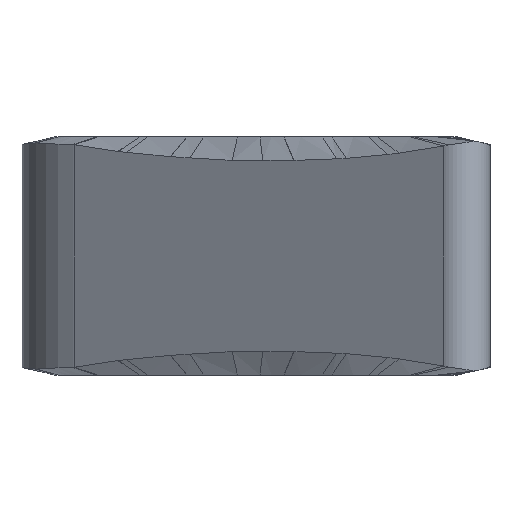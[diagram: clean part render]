
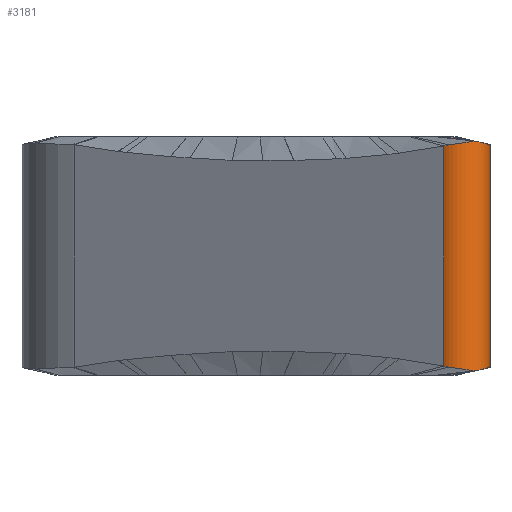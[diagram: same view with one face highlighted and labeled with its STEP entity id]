
A CAD part, left-side view. The second image highlights one B-rep face of the part: STEP entity #3181.
In plain terms, the highlighted cylindrical face has radius 0.8 mm (diameter 1.6 mm), a partial arc.
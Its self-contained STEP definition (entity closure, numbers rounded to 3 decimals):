
#438=B_SPLINE_CURVE_WITH_KNOTS('',5,(#4874,#4875,#4876,#4877,#4878,#4879,
#4880,#4881,#4882),.UNSPECIFIED.,.F.,.U.,(6,3,6),(0.,0.328,0.656),
 .UNSPECIFIED.);
#440=B_SPLINE_CURVE_WITH_KNOTS('',5,(#4898,#4899,#4900,#4901,#4902,#4903),
 .UNSPECIFIED.,.F.,.U.,(6,6),(0.,0.158),.UNSPECIFIED.);
#485=B_SPLINE_CURVE_WITH_KNOTS('',3,(#5309,#5310,#5311,#5312),
 .UNSPECIFIED.,.F.,.U.,(4,4),(0.,0.233),.UNSPECIFIED.);
#486=B_SPLINE_CURVE_WITH_KNOTS('',4,(#5315,#5316,#5317,#5318,#5319),
 .UNSPECIFIED.,.F.,.U.,(5,5),(0.,0.967),
 .UNSPECIFIED.);
#487=B_SPLINE_CURVE_WITH_KNOTS('',4,(#5321,#5322,#5323,#5324,#5325),
 .UNSPECIFIED.,.F.,.U.,(5,5),(0.,0.967),.UNSPECIFIED.);
#488=B_SPLINE_CURVE_WITH_KNOTS('',3,(#5327,#5328,#5329,#5330),
 .UNSPECIFIED.,.F.,.U.,(4,4),(0.,0.233),.UNSPECIFIED.);
#489=B_SPLINE_CURVE_WITH_KNOTS('',4,(#5333,#5334,#5335,#5336,#5337),
 .UNSPECIFIED.,.F.,.U.,(5,5),(0.,0.967),
 .UNSPECIFIED.);
#490=B_SPLINE_CURVE_WITH_KNOTS('',3,(#5339,#5340,#5341,#5342),
 .UNSPECIFIED.,.F.,.U.,(4,4),(0.,0.233),.UNSPECIFIED.);
#933=VERTEX_POINT('',#4873);
#934=VERTEX_POINT('',#4883);
#935=VERTEX_POINT('',#4904);
#973=VERTEX_POINT('',#5313);
#974=VERTEX_POINT('',#5314);
#975=VERTEX_POINT('',#5320);
#976=VERTEX_POINT('',#5326);
#977=VERTEX_POINT('',#5331);
#978=VERTEX_POINT('',#5338);
#979=VERTEX_POINT('',#5343);
#1158=VECTOR('',#3361,1.);
#1159=VECTOR('',#3362,1.);
#1168=LINE('',#5332,#1158);
#1169=LINE('',#5344,#1159);
#1338=EDGE_CURVE('',#933,#934,#438,.T.);
#1340=EDGE_CURVE('',#934,#935,#440,.T.);
#1391=EDGE_CURVE('',#973,#974,#485,.T.);
#1392=EDGE_CURVE('',#975,#973,#486,.T.);
#1393=EDGE_CURVE('',#975,#976,#487,.T.);
#1394=EDGE_CURVE('',#976,#977,#488,.T.);
#1395=EDGE_CURVE('',#977,#935,#1168,.T.);
#1396=EDGE_CURVE('',#933,#978,#489,.T.);
#1397=EDGE_CURVE('',#978,#979,#490,.T.);
#1398=EDGE_CURVE('',#974,#979,#1169,.T.);
#2010=ORIENTED_EDGE('',*,*,#1391,.F.);
#2011=ORIENTED_EDGE('',*,*,#1392,.F.);
#2012=ORIENTED_EDGE('',*,*,#1393,.T.);
#2013=ORIENTED_EDGE('',*,*,#1394,.T.);
#2014=ORIENTED_EDGE('',*,*,#1395,.T.);
#2015=ORIENTED_EDGE('',*,*,#1340,.F.);
#2016=ORIENTED_EDGE('',*,*,#1338,.F.);
#2017=ORIENTED_EDGE('',*,*,#1396,.T.);
#2018=ORIENTED_EDGE('',*,*,#1397,.T.);
#2019=ORIENTED_EDGE('',*,*,#1398,.F.);
#2810=EDGE_LOOP('',(#2010,#2011,#2012,#2013,#2014,#2015,#2016,#2017,#2018,
#2019));
#2996=FACE_BOUND('',#2810,.T.);
#3181=ADVANCED_FACE('',(#2996),#8658,.T.);
#3326=AXIS2_PLACEMENT_3D('',#5308,#3359,#3360);
#3359=DIRECTION('',(0.,0.,1.));
#3360=DIRECTION('',(-0.655,0.459,0.));
#3361=DIRECTION('',(0.,0.,1.));
#3362=DIRECTION('',(0.,0.,1.));
#4873=CARTESIAN_POINT('',(-11.371,-5.919,-0.182));
#4874=CARTESIAN_POINT('',(-11.371,-5.919,-0.182));
#4875=CARTESIAN_POINT('',(-11.339,-5.982,-0.192));
#4876=CARTESIAN_POINT('',(-11.299,-6.041,-0.201));
#4877=CARTESIAN_POINT('',(-11.253,-6.095,-0.213));
#4878=CARTESIAN_POINT('',(-11.151,-6.192,-0.234));
#4879=CARTESIAN_POINT('',(-11.03,-6.265,-0.255));
#4880=CARTESIAN_POINT('',(-10.965,-6.295,-0.266));
#4881=CARTESIAN_POINT('',(-10.898,-6.317,-0.276));
#4882=CARTESIAN_POINT('',(-10.83,-6.332,-0.287));
#4883=CARTESIAN_POINT('',(-10.83,-6.332,-0.287));
#4898=CARTESIAN_POINT('',(-10.83,-6.332,-0.287));
#4899=CARTESIAN_POINT('',(-10.797,-6.339,-0.292));
#4900=CARTESIAN_POINT('',(-10.763,-6.345,-0.297));
#4901=CARTESIAN_POINT('',(-10.729,-6.348,-0.302));
#4902=CARTESIAN_POINT('',(-10.695,-6.35,-0.307));
#4903=CARTESIAN_POINT('',(-10.661,-6.35,-0.312));
#4904=CARTESIAN_POINT('',(-10.661,-6.35,-0.312));
#5308=CARTESIAN_POINT('',(-10.661,-5.55,-3.3));
#5309=CARTESIAN_POINT('',(-11.399,-5.239,-6.313));
#5310=CARTESIAN_POINT('',(-11.377,-5.187,-6.305));
#5311=CARTESIAN_POINT('',(-11.349,-5.137,-6.297));
#5312=CARTESIAN_POINT('',(-11.317,-5.091,-6.288));
#5313=CARTESIAN_POINT('',(-11.399,-5.239,-6.313));
#5314=CARTESIAN_POINT('',(-11.317,-5.091,-6.288));
#5315=CARTESIAN_POINT('',(-11.371,-5.919,-6.418));
#5316=CARTESIAN_POINT('',(-11.452,-5.763,-6.393));
#5317=CARTESIAN_POINT('',(-11.488,-5.583,-6.367));
#5318=CARTESIAN_POINT('',(-11.467,-5.401,-6.34));
#5319=CARTESIAN_POINT('',(-11.399,-5.239,-6.313));
#5320=CARTESIAN_POINT('',(-11.371,-5.919,-6.418));
#5321=CARTESIAN_POINT('',(-11.371,-5.919,-6.418));
#5322=CARTESIAN_POINT('',(-11.29,-6.075,-6.393));
#5323=CARTESIAN_POINT('',(-11.162,-6.208,-6.367));
#5324=CARTESIAN_POINT('',(-11.001,-6.295,-6.34));
#5325=CARTESIAN_POINT('',(-10.83,-6.332,-6.313));
#5326=CARTESIAN_POINT('',(-10.83,-6.332,-6.313));
#5327=CARTESIAN_POINT('',(-10.83,-6.332,-6.313));
#5328=CARTESIAN_POINT('',(-10.774,-6.344,-6.305));
#5329=CARTESIAN_POINT('',(-10.718,-6.35,-6.297));
#5330=CARTESIAN_POINT('',(-10.661,-6.35,-6.288));
#5331=CARTESIAN_POINT('',(-10.661,-6.35,-6.288));
#5332=CARTESIAN_POINT('',(-10.661,-6.35,-6.288));
#5333=CARTESIAN_POINT('',(-11.371,-5.919,-0.182));
#5334=CARTESIAN_POINT('',(-11.452,-5.763,-0.207));
#5335=CARTESIAN_POINT('',(-11.488,-5.583,-0.233));
#5336=CARTESIAN_POINT('',(-11.467,-5.401,-0.26));
#5337=CARTESIAN_POINT('',(-11.399,-5.239,-0.287));
#5338=CARTESIAN_POINT('',(-11.399,-5.239,-0.287));
#5339=CARTESIAN_POINT('',(-11.399,-5.239,-0.287));
#5340=CARTESIAN_POINT('',(-11.377,-5.187,-0.295));
#5341=CARTESIAN_POINT('',(-11.349,-5.137,-0.303));
#5342=CARTESIAN_POINT('',(-11.317,-5.091,-0.312));
#5343=CARTESIAN_POINT('',(-11.317,-5.091,-0.312));
#5344=CARTESIAN_POINT('',(-11.317,-5.091,-6.288));
#8658=CYLINDRICAL_SURFACE('',#3326,0.8);
